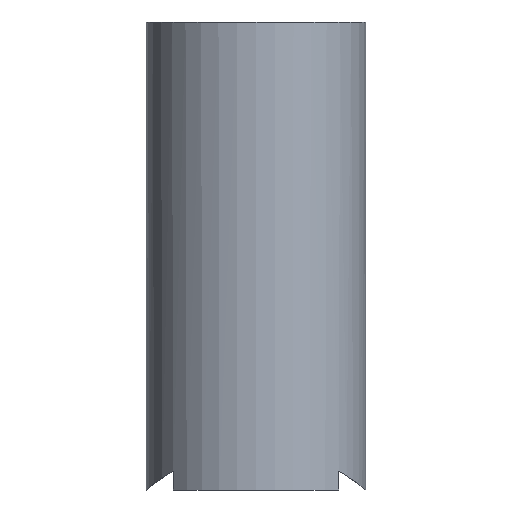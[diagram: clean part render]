
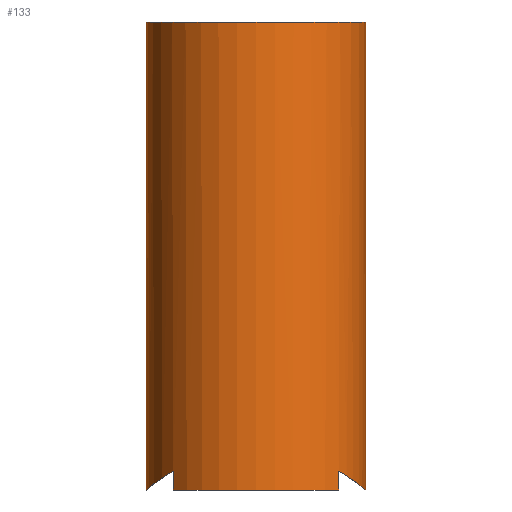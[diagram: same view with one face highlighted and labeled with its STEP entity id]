
A CAD part, front view. The second image highlights one B-rep face of the part: STEP entity #133.
In plain terms, the highlighted cylindrical face has radius 30.475 mm (diameter 60.95 mm), a partial arc.
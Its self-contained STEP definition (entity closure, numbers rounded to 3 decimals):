
#4 = CARTESIAN_POINT ( 'NONE',  ( 30.122, -4.647, 0.297 ) ) ;
#5 = CARTESIAN_POINT ( 'NONE',  ( 24.16, -18.66, 4.548 ) ) ;
#7 = DIRECTION ( 'NONE',  ( 1., 0., 0. ) ) ;
#9 = CYLINDRICAL_SURFACE ( 'NONE', #85, 30.475 ) ;
#15 = DIRECTION ( 'NONE',  ( 0., 0., -1. ) ) ;
#18 = EDGE_CURVE ( 'NONE', #171, #148, #113, .T. ) ;
#21 = VERTEX_POINT ( 'NONE', #213 ) ;
#25 = CARTESIAN_POINT ( 'NONE',  ( -27.576, -12.981, 2.276 ) ) ;
#26 = DIRECTION ( 'NONE',  ( 0., 0., 1. ) ) ;
#29 = CARTESIAN_POINT ( 'NONE',  ( -30.475, 0., 130. ) ) ;
#30 = CARTESIAN_POINT ( 'NONE',  ( 28.138, -11.713, 1.863 ) ) ;
#31 = DIRECTION ( 'NONE',  ( 0., 0., -1. ) ) ;
#40 = CARTESIAN_POINT ( 'NONE',  ( 27.587, -12.957, 2.267 ) ) ;
#43 = CARTESIAN_POINT ( 'NONE',  ( 0., 0., 130. ) ) ;
#45 = VERTEX_POINT ( 'NONE', #166 ) ;
#49 = VERTEX_POINT ( 'NONE', #61 ) ;
#50 = CARTESIAN_POINT ( 'NONE',  ( 30.432, -1.864, 0.036 ) ) ;
#51 = CIRCLE ( 'NONE', #175, 30.475 ) ;
#53 = B_SPLINE_CURVE_WITH_KNOTS ( 'NONE', 3,
 ( #129, #197, #50, #132, #240, #4, #221, #143, #149, #89, #30, #214, #40, #114, #93, #263, #5, #68 ),
 .UNSPECIFIED., .F., .F.,
 ( 4, 2, 2, 2, 2, 2, 2, 2, 4 ),
 ( 0.022, 0.025, 0.027, 0.028, 0.034, 0.035, 0.036, 0.039, 0.045 ),
 .UNSPECIFIED. ) ;
#61 = CARTESIAN_POINT ( 'NONE',  ( 30.475, 0., 130. ) ) ;
#63 = CARTESIAN_POINT ( 'NONE',  ( -27.764, -12.573, 2.138 ) ) ;
#68 = CARTESIAN_POINT ( 'NONE',  ( 22.994, -20., 5.2 ) ) ;
#69 = CARTESIAN_POINT ( 'NONE',  ( -22.994, -20., 5.2 ) ) ;
#70 = LINE ( 'NONE', #137, #72 ) ;
#72 = VECTOR ( 'NONE', #15, 1000. ) ;
#73 = CARTESIAN_POINT ( 'NONE',  ( -30.038, -5.161, 0.367 ) ) ;
#78 = CARTESIAN_POINT ( 'NONE',  ( -26.561, -14.968, 2.992 ) ) ;
#79 = ORIENTED_EDGE ( 'NONE', *, *, #18, .F. ) ;
#80 = EDGE_CURVE ( 'NONE', #131, #109, #216, .T. ) ;
#81 = CARTESIAN_POINT ( 'NONE',  ( -25.193, -17.238, 3.904 ) ) ;
#84 = VECTOR ( 'NONE', #198, 1000. ) ;
#85 = AXIS2_PLACEMENT_3D ( 'NONE', #266, #223, #96 ) ;
#86 = CARTESIAN_POINT ( 'NONE',  ( -28.298, -11.32, 1.742 ) ) ;
#87 = ORIENTED_EDGE ( 'NONE', *, *, #203, .F. ) ;
#89 = CARTESIAN_POINT ( 'NONE',  ( 28.309, -11.294, 1.734 ) ) ;
#90 = ORIENTED_EDGE ( 'NONE', *, *, #80, .T. ) ;
#93 = CARTESIAN_POINT ( 'NONE',  ( 26.569, -14.954, 2.987 ) ) ;
#94 = DIRECTION ( 'NONE',  ( 0., 0., 1. ) ) ;
#96 = DIRECTION ( 'NONE',  ( -1., 0., 0. ) ) ;
#107 = EDGE_LOOP ( 'NONE', ( #87, #247, #90, #265, #192, #210, #79, #124 ) ) ;
#109 = VERTEX_POINT ( 'NONE', #144 ) ;
#112 = DIRECTION ( 'NONE',  ( 1., 0., 0. ) ) ;
#113 = LINE ( 'NONE', #196, #84 ) ;
#114 = CARTESIAN_POINT ( 'NONE',  ( 26.995, -14.171, 2.691 ) ) ;
#115 = CARTESIAN_POINT ( 'NONE',  ( -30.114, -4.701, 0.304 ) ) ;
#118 = B_SPLINE_CURVE_WITH_KNOTS ( 'NONE', 3,
 ( #69, #236, #81, #78, #261, #25, #63, #191, #86, #168, #146, #73, #115, #176, #204, #154, #248, #202 ),
 .UNSPECIFIED., .F., .F.,
 ( 4, 2, 2, 2, 2, 2, 2, 2, 4 ),
 ( 0., 0.006, 0.008, 0.01, 0.011, 0.017, 0.018, 0.02, 0.022 ),
 .UNSPECIFIED. ) ;
#121 = EDGE_CURVE ( 'NONE', #242, #109, #118, .T. ) ;
#124 = ORIENTED_EDGE ( 'NONE', *, *, #249, .F. ) ;
#129 = CARTESIAN_POINT ( 'NONE',  ( 30.475, 0., 0. ) ) ;
#131 = VERTEX_POINT ( 'NONE', #135 ) ;
#132 = CARTESIAN_POINT ( 'NONE',  ( 30.304, -3.257, 0.145 ) ) ;
#133 = ADVANCED_FACE ( 'NONE', ( #252 ), #9, .T. ) ;
#134 = AXIS2_PLACEMENT_3D ( 'NONE', #212, #26, #112 ) ;
#135 = CARTESIAN_POINT ( 'NONE',  ( -30.475, 0., 130. ) ) ;
#136 = CARTESIAN_POINT ( 'NONE',  ( 22.994, -20., 5.2 ) ) ;
#137 = CARTESIAN_POINT ( 'NONE',  ( 30.475, 0., 130. ) ) ;
#143 = CARTESIAN_POINT ( 'NONE',  ( 29.619, -7.412, 0.713 ) ) ;
#144 = CARTESIAN_POINT ( 'NONE',  ( -30.475, 0., 0. ) ) ;
#146 = CARTESIAN_POINT ( 'NONE',  ( -29.611, -7.439, 0.719 ) ) ;
#148 = VERTEX_POINT ( 'NONE', #267 ) ;
#149 = CARTESIAN_POINT ( 'NONE',  ( 29.118, -9.174, 1.119 ) ) ;
#154 = CARTESIAN_POINT ( 'NONE',  ( -30.431, -1.893, 0.038 ) ) ;
#166 = CARTESIAN_POINT ( 'NONE',  ( -22.994, -20., 0. ) ) ;
#168 = CARTESIAN_POINT ( 'NONE',  ( -29.111, -9.196, 1.125 ) ) ;
#171 = VERTEX_POINT ( 'NONE', #136 ) ;
#173 = CARTESIAN_POINT ( 'NONE',  ( -22.994, -20., 130. ) ) ;
#175 = AXIS2_PLACEMENT_3D ( 'NONE', #43, #94, #7 ) ;
#176 = CARTESIAN_POINT ( 'NONE',  ( -30.244, -3.773, 0.195 ) ) ;
#179 = EDGE_CURVE ( 'NONE', #45, #242, #225, .T. ) ;
#185 = VECTOR ( 'NONE', #264, 1000. ) ;
#191 = CARTESIAN_POINT ( 'NONE',  ( -28.126, -11.742, 1.872 ) ) ;
#192 = ORIENTED_EDGE ( 'NONE', *, *, #179, .F. ) ;
#193 = VECTOR ( 'NONE', #31, 1000. ) ;
#195 = CIRCLE ( 'NONE', #134, 30.475 ) ;
#196 = CARTESIAN_POINT ( 'NONE',  ( 22.994, -20., 130. ) ) ;
#197 = CARTESIAN_POINT ( 'NONE',  ( 30.475, -0.933, 0. ) ) ;
#198 = DIRECTION ( 'NONE',  ( 0., 0., -1. ) ) ;
#202 = CARTESIAN_POINT ( 'NONE',  ( -30.475, 0., 0. ) ) ;
#203 = EDGE_CURVE ( 'NONE', #49, #21, #70, .T. ) ;
#204 = CARTESIAN_POINT ( 'NONE',  ( -30.299, -3.304, 0.149 ) ) ;
#210 = ORIENTED_EDGE ( 'NONE', *, *, #233, .T. ) ;
#212 = CARTESIAN_POINT ( 'NONE',  ( 0., 0., 0. ) ) ;
#213 = CARTESIAN_POINT ( 'NONE',  ( 30.475, 0., 0. ) ) ;
#214 = CARTESIAN_POINT ( 'NONE',  ( 27.777, -12.545, 2.129 ) ) ;
#216 = LINE ( 'NONE', #29, #193 ) ;
#221 = CARTESIAN_POINT ( 'NONE',  ( 30.047, -5.111, 0.36 ) ) ;
#223 = DIRECTION ( 'NONE',  ( 0., 0., -1. ) ) ;
#225 = LINE ( 'NONE', #173, #185 ) ;
#233 = EDGE_CURVE ( 'NONE', #45, #148, #195, .T. ) ;
#236 = CARTESIAN_POINT ( 'NONE',  ( -24.159, -18.661, 4.548 ) ) ;
#240 = CARTESIAN_POINT ( 'NONE',  ( 30.251, -3.721, 0.19 ) ) ;
#242 = VERTEX_POINT ( 'NONE', #244 ) ;
#244 = CARTESIAN_POINT ( 'NONE',  ( -22.994, -20., 5.2 ) ) ;
#247 = ORIENTED_EDGE ( 'NONE', *, *, #257, .F. ) ;
#248 = CARTESIAN_POINT ( 'NONE',  ( -30.475, -0.949, 0. ) ) ;
#249 = EDGE_CURVE ( 'NONE', #21, #171, #53, .T. ) ;
#252 = FACE_OUTER_BOUND ( 'NONE', #107, .T. ) ;
#257 = EDGE_CURVE ( 'NONE', #131, #49, #51, .T. ) ;
#261 = CARTESIAN_POINT ( 'NONE',  ( -26.986, -14.188, 2.697 ) ) ;
#263 = CARTESIAN_POINT ( 'NONE',  ( 25.197, -17.234, 3.902 ) ) ;
#264 = DIRECTION ( 'NONE',  ( 0., 0., 1. ) ) ;
#265 = ORIENTED_EDGE ( 'NONE', *, *, #121, .F. ) ;
#266 = CARTESIAN_POINT ( 'NONE',  ( 0., 0., 130. ) ) ;
#267 = CARTESIAN_POINT ( 'NONE',  ( 22.994, -20., 0. ) ) ;
